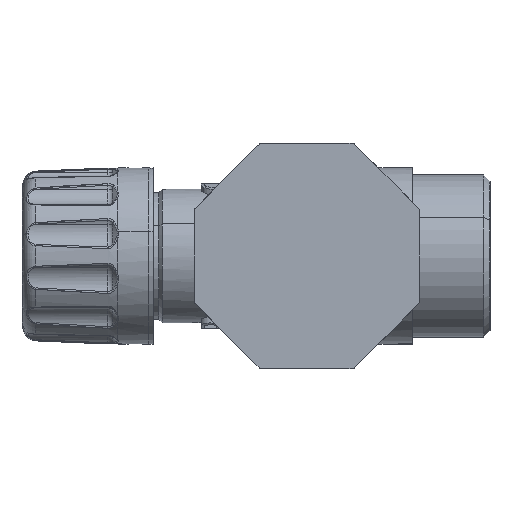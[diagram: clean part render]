
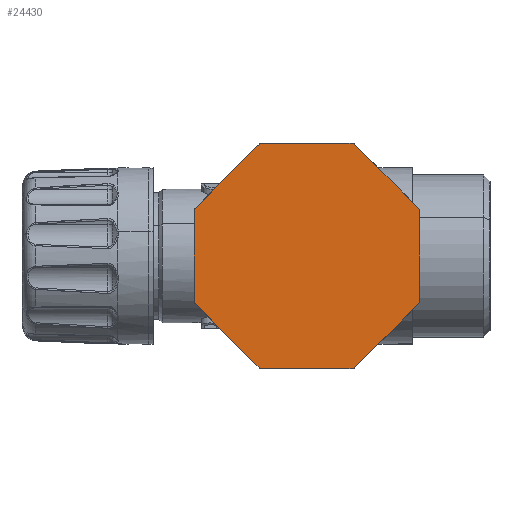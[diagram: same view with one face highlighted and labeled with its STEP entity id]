
A CAD part, left-side view. The second image highlights one B-rep face of the part: STEP entity #24430.
In plain terms, the highlighted planar face has unit normal (-1, 0, 0).
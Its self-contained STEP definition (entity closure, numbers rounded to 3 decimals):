
#18788=CARTESIAN_POINT('Vertex',(-29.,-6.774,15.854)) ;
#18804=CARTESIAN_POINT('Vertex',(-29.,-6.42,16.)) ;
#18807=CARTESIAN_POINT('Axis2P3D Location',(-29.,-6.42,15.5)) ;
#18828=CARTESIAN_POINT('Vertex',(-29.,6.774,-15.854)) ;
#18844=CARTESIAN_POINT('Vertex',(-29.,6.42,-16.)) ;
#18847=CARTESIAN_POINT('Axis2P3D Location',(-29.,6.42,-15.5)) ;
#18868=CARTESIAN_POINT('Vertex',(-29.,16.,-6.42)) ;
#18884=CARTESIAN_POINT('Vertex',(-29.,15.854,-6.774)) ;
#18887=CARTESIAN_POINT('Axis2P3D Location',(-29.,15.5,-6.42)) ;
#18910=CARTESIAN_POINT('Vertex',(-29.,6.42,16.)) ;
#18924=CARTESIAN_POINT('Vertex',(-29.,6.774,15.854)) ;
#18927=CARTESIAN_POINT('Axis2P3D Location',(-29.,6.42,15.5)) ;
#18948=CARTESIAN_POINT('Vertex',(-29.,15.854,6.774)) ;
#18964=CARTESIAN_POINT('Vertex',(-29.,16.,6.42)) ;
#18967=CARTESIAN_POINT('Axis2P3D Location',(-29.,15.5,6.42)) ;
#18988=CARTESIAN_POINT('Vertex',(-29.,-6.42,-16.)) ;
#19004=CARTESIAN_POINT('Vertex',(-29.,-6.774,-15.854)) ;
#19007=CARTESIAN_POINT('Axis2P3D Location',(-29.,-6.42,-15.5)) ;
#24234=CARTESIAN_POINT('Line Origine',(-29.,0.,16.)) ;
#24278=CARTESIAN_POINT('Vertex',(-29.,-15.854,6.774)) ;
#24300=CARTESIAN_POINT('Line Origine',(-29.,-11.314,11.314)) ;
#24353=CARTESIAN_POINT('Vertex',(-29.,-16.,6.42)) ;
#24356=CARTESIAN_POINT('Axis2P3D Location',(-29.,-15.5,6.42)) ;
#24368=CARTESIAN_POINT('Axis2P3D Location',(-29.,18.,0.)) ;
#24373=CARTESIAN_POINT('Line Origine',(-29.,11.314,11.314)) ;
#24378=CARTESIAN_POINT('Line Origine',(-29.,16.,0.)) ;
#24383=CARTESIAN_POINT('Line Origine',(-29.,11.314,-11.314)) ;
#24388=CARTESIAN_POINT('Line Origine',(-29.,0.,-16.)) ;
#24393=CARTESIAN_POINT('Line Origine',(-29.,-11.314,-11.314)) ;
#24397=CARTESIAN_POINT('Vertex',(-29.,-15.854,-6.774)) ;
#24400=CARTESIAN_POINT('Axis2P3D Location',(-29.,-15.5,-6.42)) ;
#24404=CARTESIAN_POINT('Vertex',(-29.,-16.,-6.42)) ;
#24407=CARTESIAN_POINT('Line Origine',(-29.,-16.,0.)) ;
#18808=DIRECTION('Axis2P3D Direction',(1.,0.,0.)) ;
#18848=DIRECTION('Axis2P3D Direction',(1.,0.,0.)) ;
#18888=DIRECTION('Axis2P3D Direction',(1.,0.,0.)) ;
#18928=DIRECTION('Axis2P3D Direction',(1.,0.,-0.)) ;
#18968=DIRECTION('Axis2P3D Direction',(1.,0.,-0.)) ;
#19008=DIRECTION('Axis2P3D Direction',(1.,0.,0.)) ;
#24235=DIRECTION('Vector Direction',(0.,-1.,0.)) ;
#24301=DIRECTION('Vector Direction',(0.,-0.707,-0.707)) ;
#24357=DIRECTION('Axis2P3D Direction',(1.,0.,0.)) ;
#24369=DIRECTION('Axis2P3D Direction',(1.,0.,0.)) ;
#24370=DIRECTION('Axis2P3D XDirection',(0.,1.,0.)) ;
#24374=DIRECTION('Vector Direction',(0.,-0.707,0.707)) ;
#24379=DIRECTION('Vector Direction',(0.,0.,1.)) ;
#24384=DIRECTION('Vector Direction',(0.,0.707,0.707)) ;
#24389=DIRECTION('Vector Direction',(0.,1.,0.)) ;
#24394=DIRECTION('Vector Direction',(0.,0.707,-0.707)) ;
#24401=DIRECTION('Axis2P3D Direction',(1.,0.,0.)) ;
#24408=DIRECTION('Vector Direction',(0.,0.,-1.)) ;
#18809=AXIS2_PLACEMENT_3D('Circle Axis2P3D',#18807,#18808,$) ;
#18849=AXIS2_PLACEMENT_3D('Circle Axis2P3D',#18847,#18848,$) ;
#18889=AXIS2_PLACEMENT_3D('Circle Axis2P3D',#18887,#18888,$) ;
#18929=AXIS2_PLACEMENT_3D('Circle Axis2P3D',#18927,#18928,$) ;
#18969=AXIS2_PLACEMENT_3D('Circle Axis2P3D',#18967,#18968,$) ;
#19009=AXIS2_PLACEMENT_3D('Circle Axis2P3D',#19007,#19008,$) ;
#24358=AXIS2_PLACEMENT_3D('Circle Axis2P3D',#24356,#24357,$) ;
#24371=AXIS2_PLACEMENT_3D('Plane Axis2P3D',#24368,#24369,#24370) ;
#24402=AXIS2_PLACEMENT_3D('Circle Axis2P3D',#24400,#24401,$) ;
#24413=ORIENTED_EDGE('',*,*,#24238,.F.) ;
#24414=ORIENTED_EDGE('',*,*,#18931,.T.) ;
#24415=ORIENTED_EDGE('',*,*,#24377,.F.) ;
#24416=ORIENTED_EDGE('',*,*,#18971,.T.) ;
#24417=ORIENTED_EDGE('',*,*,#24382,.F.) ;
#24418=ORIENTED_EDGE('',*,*,#18891,.T.) ;
#24419=ORIENTED_EDGE('',*,*,#24387,.F.) ;
#24420=ORIENTED_EDGE('',*,*,#18851,.T.) ;
#24421=ORIENTED_EDGE('',*,*,#24392,.F.) ;
#24422=ORIENTED_EDGE('',*,*,#19011,.T.) ;
#24423=ORIENTED_EDGE('',*,*,#24399,.F.) ;
#24424=ORIENTED_EDGE('',*,*,#24406,.T.) ;
#24425=ORIENTED_EDGE('',*,*,#24411,.F.) ;
#24426=ORIENTED_EDGE('',*,*,#24360,.T.) ;
#24427=ORIENTED_EDGE('',*,*,#24304,.F.) ;
#24428=ORIENTED_EDGE('',*,*,#18811,.T.) ;
#24236=VECTOR('Line Direction',#24235,1.) ;
#24302=VECTOR('Line Direction',#24301,1.) ;
#24375=VECTOR('Line Direction',#24374,1.) ;
#24380=VECTOR('Line Direction',#24379,1.) ;
#24385=VECTOR('Line Direction',#24384,1.) ;
#24390=VECTOR('Line Direction',#24389,1.) ;
#24395=VECTOR('Line Direction',#24394,1.) ;
#24409=VECTOR('Line Direction',#24408,1.) ;
#24430=ADVANCED_FACE('PartBody',(#24429),#24372,.F.) ;
#18810=CIRCLE('generated circle',#18809,0.5) ;
#18850=CIRCLE('generated circle',#18849,0.5) ;
#18890=CIRCLE('generated circle',#18889,0.5) ;
#18930=CIRCLE('generated circle',#18929,0.5) ;
#18970=CIRCLE('generated circle',#18969,0.5) ;
#19010=CIRCLE('generated circle',#19009,0.5) ;
#24359=CIRCLE('generated circle',#24358,0.5) ;
#24403=CIRCLE('generated circle',#24402,0.5) ;
#18811=EDGE_CURVE('',#18789,#18805,#18810,.F.) ;
#18851=EDGE_CURVE('',#18829,#18845,#18850,.F.) ;
#18891=EDGE_CURVE('',#18869,#18885,#18890,.F.) ;
#18931=EDGE_CURVE('',#18911,#18925,#18930,.F.) ;
#18971=EDGE_CURVE('',#18949,#18965,#18970,.F.) ;
#19011=EDGE_CURVE('',#18989,#19005,#19010,.F.) ;
#24238=EDGE_CURVE('',#18911,#18805,#24237,.T.) ;
#24304=EDGE_CURVE('',#18789,#24279,#24303,.T.) ;
#24360=EDGE_CURVE('',#24354,#24279,#24359,.F.) ;
#24377=EDGE_CURVE('',#18949,#18925,#24376,.T.) ;
#24382=EDGE_CURVE('',#18869,#18965,#24381,.T.) ;
#24387=EDGE_CURVE('',#18829,#18885,#24386,.T.) ;
#24392=EDGE_CURVE('',#18989,#18845,#24391,.T.) ;
#24399=EDGE_CURVE('',#24398,#19005,#24396,.T.) ;
#24406=EDGE_CURVE('',#24398,#24405,#24403,.F.) ;
#24411=EDGE_CURVE('',#24354,#24405,#24410,.T.) ;
#24412=EDGE_LOOP('',(#24413,#24414,#24415,#24416,#24417,#24418,#24419,#24420,#24421,#24422,#24423,#24424,#24425,#24426,#24427,#24428)) ;
#24429=FACE_OUTER_BOUND('',#24412,.T.) ;
#24237=LINE('Line',#24234,#24236) ;
#24303=LINE('Line',#24300,#24302) ;
#24376=LINE('Line',#24373,#24375) ;
#24381=LINE('Line',#24378,#24380) ;
#24386=LINE('Line',#24383,#24385) ;
#24391=LINE('Line',#24388,#24390) ;
#24396=LINE('Line',#24393,#24395) ;
#24410=LINE('Line',#24407,#24409) ;
#24372=PLANE('',#24371) ;
#18789=VERTEX_POINT('',#18788) ;
#18805=VERTEX_POINT('',#18804) ;
#18829=VERTEX_POINT('',#18828) ;
#18845=VERTEX_POINT('',#18844) ;
#18869=VERTEX_POINT('',#18868) ;
#18885=VERTEX_POINT('',#18884) ;
#18911=VERTEX_POINT('',#18910) ;
#18925=VERTEX_POINT('',#18924) ;
#18949=VERTEX_POINT('',#18948) ;
#18965=VERTEX_POINT('',#18964) ;
#18989=VERTEX_POINT('',#18988) ;
#19005=VERTEX_POINT('',#19004) ;
#24279=VERTEX_POINT('',#24278) ;
#24354=VERTEX_POINT('',#24353) ;
#24398=VERTEX_POINT('',#24397) ;
#24405=VERTEX_POINT('',#24404) ;
